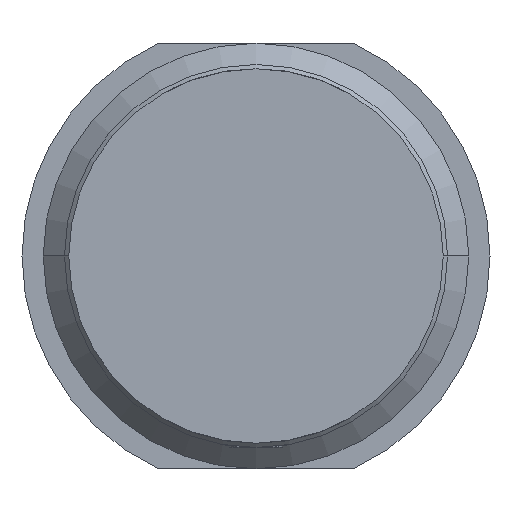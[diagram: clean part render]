
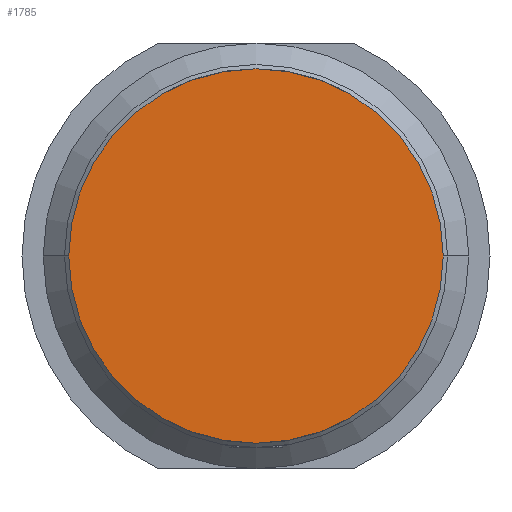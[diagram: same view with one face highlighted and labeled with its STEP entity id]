
A CAD part, front view. The second image highlights one B-rep face of the part: STEP entity #1785.
In plain terms, the highlighted planar face has unit normal (0, -1, 0).
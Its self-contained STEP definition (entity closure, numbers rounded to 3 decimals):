
#10 = DIRECTION ( 'NONE',  ( 0., -1., 0. ) ) ;
#23 = CARTESIAN_POINT ( 'NONE',  ( 0., 0., 0. ) ) ;
#44 = DIRECTION ( 'NONE',  ( 1., 0., 0. ) ) ;
#48 = FACE_OUTER_BOUND ( 'NONE', #3516, .T. ) ;
#245 = AXIS2_PLACEMENT_3D ( 'NONE', #23, #3201, #418 ) ;
#379 = CARTESIAN_POINT ( 'NONE',  ( 0., 0., -1.9 ) ) ;
#418 = DIRECTION ( 'NONE',  ( -1., 0., 0. ) ) ;
#485 = CIRCLE ( 'NONE', #245, 2.2 ) ;
#642 = VERTEX_POINT ( 'NONE', #3261 ) ;
#647 = AXIS2_PLACEMENT_3D ( 'NONE', #3080, #10, #996 ) ;
#966 = CIRCLE ( 'NONE', #647, 2.2 ) ;
#996 = DIRECTION ( 'NONE',  ( -1., 0., 0. ) ) ;
#1425 = PLANE ( 'NONE',  #2182 ) ;
#1746 = CARTESIAN_POINT ( 'NONE',  ( 2.2, 0., 0. ) ) ;
#1785 = ADVANCED_FACE ( 'Defeature ausgef�hrt2_20', ( #48 ), #1425, .F. ) ;
#2089 = EDGE_CURVE ( 'Defeature ausgef�hrt2_20+Defeature ausgef�hrt2_27+Defeature ausgef�hrt2_27+Defeature ausgef�hrt2_27', #4359, #642, #966, .T. ) ;
#2182 = AXIS2_PLACEMENT_3D ( 'NONE', #379, #2800, #44 ) ;
#2269 = EDGE_CURVE ( 'Defeature ausgef�hrt2_20+Defeature ausgef�hrt2_27+Defeature ausgef�hrt2_27+Defeature ausgef�hrt2_27', #642, #4359, #485, .T. ) ;
#2800 = DIRECTION ( 'NONE',  ( 0., 1., 0. ) ) ;
#2991 = ORIENTED_EDGE ( 'NONE', *, *, #2089, .T. ) ;
#3080 = CARTESIAN_POINT ( 'NONE',  ( 0., 0., 0. ) ) ;
#3201 = DIRECTION ( 'NONE',  ( 0., -1., 0. ) ) ;
#3261 = CARTESIAN_POINT ( 'NONE',  ( -2.2, 0., 0. ) ) ;
#3516 = EDGE_LOOP ( 'NONE', ( #4477, #2991 ) ) ;
#4359 = VERTEX_POINT ( 'NONE', #1746 ) ;
#4477 = ORIENTED_EDGE ( 'NONE', *, *, #2269, .T. ) ;
